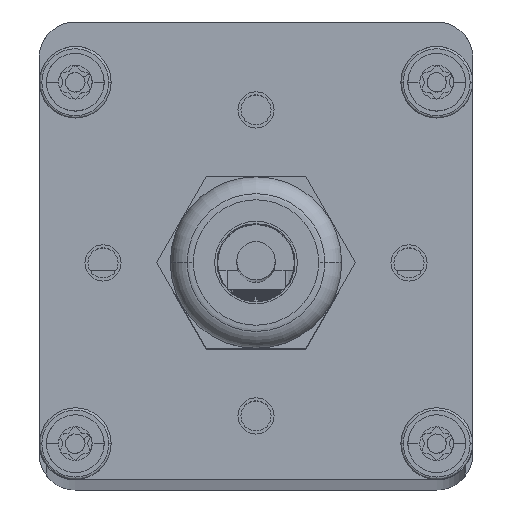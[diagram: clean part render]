
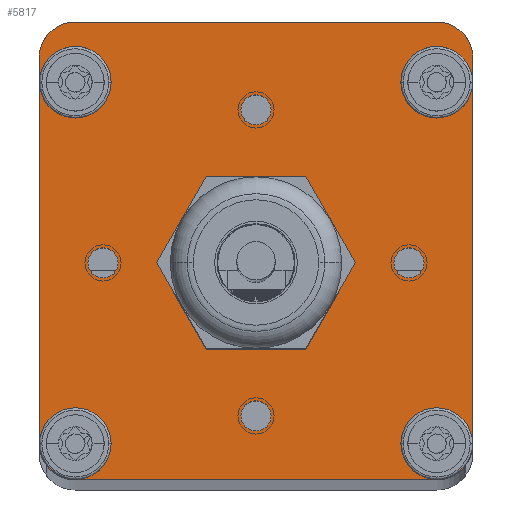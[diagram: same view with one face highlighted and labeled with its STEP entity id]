
A CAD part, top view. The second image highlights one B-rep face of the part: STEP entity #5817.
In plain terms, the highlighted planar face has unit normal (0, 0, 1).
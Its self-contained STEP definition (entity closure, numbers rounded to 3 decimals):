
#5208=CARTESIAN_POINT('',(33.,35.,2.6));
#5209=DIRECTION('',(0.,0.,1.));
#5210=DIRECTION('',(1.,0.,0.));
#5211=AXIS2_PLACEMENT_3D('',#5208,#5209,#5210);
#5226=CARTESIAN_POINT('',(33.,3.,2.6));
#5227=DIRECTION('',(0.,0.,1.));
#5228=DIRECTION('',(0.,-1.,0.));
#5229=AXIS2_PLACEMENT_3D('',#5226,#5227,#5228);
#5244=CARTESIAN_POINT('',(3.,3.,2.6));
#5245=DIRECTION('',(0.,0.,1.));
#5246=DIRECTION('',(-1.,0.,0.));
#5247=AXIS2_PLACEMENT_3D('',#5244,#5245,#5246);
#5262=CARTESIAN_POINT('',(3.,35.,2.6));
#5263=DIRECTION('',(0.,0.,1.));
#5264=DIRECTION('',(0.,1.,0.));
#5265=AXIS2_PLACEMENT_3D('',#5262,#5263,#5264);
#5276=DIRECTION('',(0.,1.,0.));
#5277=VECTOR('',#5276,32.);
#5278=CARTESIAN_POINT('',(36.,3.,2.6));
#5279=LINE('',#5278,#5277);
#5280=DIRECTION('',(1.,0.,0.));
#5281=VECTOR('',#5280,30.);
#5282=CARTESIAN_POINT('',(3.,0.,2.6));
#5283=LINE('',#5282,#5281);
#5284=DIRECTION('',(0.,-1.,0.));
#5285=VECTOR('',#5284,32.);
#5286=CARTESIAN_POINT('',(0.,35.,2.6));
#5287=LINE('',#5286,#5285);
#5288=DIRECTION('',(-1.,0.,0.));
#5289=VECTOR('',#5288,30.);
#5290=CARTESIAN_POINT('',(33.,38.,2.6));
#5291=LINE('',#5290,#5289);
#5292=CARTESIAN_POINT('',(3.,3.,2.6));
#5293=DIRECTION('',(0.,0.,1.));
#5294=DIRECTION('',(1.,0.,0.));
#5295=AXIS2_PLACEMENT_3D('',#5292,#5293,#5294);
#5297=CARTESIAN_POINT('',(3.,3.,2.6));
#5298=DIRECTION('',(0.,0.,1.));
#5299=DIRECTION('',(-1.,0.,0.));
#5300=AXIS2_PLACEMENT_3D('',#5297,#5298,#5299);
#5302=CARTESIAN_POINT('',(33.,3.,2.6));
#5303=DIRECTION('',(0.,0.,1.));
#5304=DIRECTION('',(1.,0.,0.));
#5305=AXIS2_PLACEMENT_3D('',#5302,#5303,#5304);
#5307=CARTESIAN_POINT('',(33.,3.,2.6));
#5308=DIRECTION('',(0.,0.,1.));
#5309=DIRECTION('',(-1.,0.,0.));
#5310=AXIS2_PLACEMENT_3D('',#5307,#5308,#5309);
#5312=CARTESIAN_POINT('',(3.,33.,2.6));
#5313=DIRECTION('',(0.,0.,1.));
#5314=DIRECTION('',(1.,0.,0.));
#5315=AXIS2_PLACEMENT_3D('',#5312,#5313,#5314);
#5317=CARTESIAN_POINT('',(3.,33.,2.6));
#5318=DIRECTION('',(0.,0.,1.));
#5319=DIRECTION('',(-1.,0.,0.));
#5320=AXIS2_PLACEMENT_3D('',#5317,#5318,#5319);
#5322=CARTESIAN_POINT('',(33.,33.,2.6));
#5323=DIRECTION('',(0.,0.,1.));
#5324=DIRECTION('',(1.,0.,0.));
#5325=AXIS2_PLACEMENT_3D('',#5322,#5323,#5324);
#5327=CARTESIAN_POINT('',(33.,33.,2.6));
#5328=DIRECTION('',(0.,0.,1.));
#5329=DIRECTION('',(-1.,0.,0.));
#5330=AXIS2_PLACEMENT_3D('',#5327,#5328,#5329);
#5332=CARTESIAN_POINT('',(18.,18.,2.6));
#5333=DIRECTION('',(0.,0.,1.));
#5334=DIRECTION('',(1.,0.,0.));
#5335=AXIS2_PLACEMENT_3D('',#5332,#5333,#5334);
#5337=CARTESIAN_POINT('',(18.,18.,2.6));
#5338=DIRECTION('',(0.,0.,1.));
#5339=DIRECTION('',(-1.,0.,0.));
#5340=AXIS2_PLACEMENT_3D('',#5337,#5338,#5339);
#5342=CARTESIAN_POINT('',(18.,5.3,2.6));
#5343=DIRECTION('',(0.,0.,1.));
#5344=DIRECTION('',(-1.,0.,0.));
#5345=AXIS2_PLACEMENT_3D('',#5342,#5343,#5344);
#5347=CARTESIAN_POINT('',(18.,5.3,2.6));
#5348=DIRECTION('',(0.,0.,1.));
#5349=DIRECTION('',(1.,0.,0.));
#5350=AXIS2_PLACEMENT_3D('',#5347,#5348,#5349);
#5352=CARTESIAN_POINT('',(18.,30.7,2.6));
#5353=DIRECTION('',(0.,0.,1.));
#5354=DIRECTION('',(-1.,0.,0.));
#5355=AXIS2_PLACEMENT_3D('',#5352,#5353,#5354);
#5357=CARTESIAN_POINT('',(18.,30.7,2.6));
#5358=DIRECTION('',(0.,0.,1.));
#5359=DIRECTION('',(1.,0.,0.));
#5360=AXIS2_PLACEMENT_3D('',#5357,#5358,#5359);
#5362=CARTESIAN_POINT('',(5.3,18.,2.6));
#5363=DIRECTION('',(0.,0.,1.));
#5364=DIRECTION('',(-1.,0.,0.));
#5365=AXIS2_PLACEMENT_3D('',#5362,#5363,#5364);
#5367=CARTESIAN_POINT('',(5.3,18.,2.6));
#5368=DIRECTION('',(0.,0.,1.));
#5369=DIRECTION('',(1.,0.,0.));
#5370=AXIS2_PLACEMENT_3D('',#5367,#5368,#5369);
#5372=CARTESIAN_POINT('',(30.7,18.,2.6));
#5373=DIRECTION('',(0.,0.,1.));
#5374=DIRECTION('',(-1.,0.,0.));
#5375=AXIS2_PLACEMENT_3D('',#5372,#5373,#5374);
#5377=CARTESIAN_POINT('',(30.7,18.,2.6));
#5378=DIRECTION('',(0.,0.,1.));
#5379=DIRECTION('',(1.,0.,0.));
#5380=AXIS2_PLACEMENT_3D('',#5377,#5378,#5379);
#5454=CARTESIAN_POINT('',(36.,35.,2.6));
#5456=VERTEX_POINT('',#5454);
#5458=CARTESIAN_POINT('',(33.,38.,2.6));
#5459=VERTEX_POINT('',#5458);
#5462=CARTESIAN_POINT('',(33.,0.,2.6));
#5464=VERTEX_POINT('',#5462);
#5466=CARTESIAN_POINT('',(36.,3.,2.6));
#5467=VERTEX_POINT('',#5466);
#5470=CARTESIAN_POINT('',(3.,38.,2.6));
#5472=VERTEX_POINT('',#5470);
#5474=CARTESIAN_POINT('',(0.,35.,2.6));
#5475=VERTEX_POINT('',#5474);
#5478=CARTESIAN_POINT('',(0.,3.,2.6));
#5480=VERTEX_POINT('',#5478);
#5482=CARTESIAN_POINT('',(3.,0.,2.6));
#5483=VERTEX_POINT('',#5482);
#5494=CARTESIAN_POINT('',(4.8,3.,2.6));
#5495=CARTESIAN_POINT('',(1.2,3.,2.6));
#5496=VERTEX_POINT('',#5494);
#5497=VERTEX_POINT('',#5495);
#5498=CARTESIAN_POINT('',(34.8,3.,2.6));
#5499=CARTESIAN_POINT('',(31.2,3.,2.6));
#5500=VERTEX_POINT('',#5498);
#5501=VERTEX_POINT('',#5499);
#5510=CARTESIAN_POINT('',(4.8,33.,2.6));
#5511=CARTESIAN_POINT('',(1.2,33.,2.6));
#5512=VERTEX_POINT('',#5510);
#5513=VERTEX_POINT('',#5511);
#5514=CARTESIAN_POINT('',(34.8,33.,2.6));
#5515=CARTESIAN_POINT('',(31.2,33.,2.6));
#5516=VERTEX_POINT('',#5514);
#5517=VERTEX_POINT('',#5515);
#5522=CARTESIAN_POINT('',(23.1,18.,2.6));
#5523=CARTESIAN_POINT('',(12.9,18.,2.6));
#5524=VERTEX_POINT('',#5522);
#5525=VERTEX_POINT('',#5523);
#5530=CARTESIAN_POINT('',(16.75,5.3,2.6));
#5531=CARTESIAN_POINT('',(19.25,5.3,2.6));
#5532=VERTEX_POINT('',#5530);
#5533=VERTEX_POINT('',#5531);
#5538=CARTESIAN_POINT('',(16.75,30.7,2.6));
#5539=CARTESIAN_POINT('',(19.25,30.7,2.6));
#5540=VERTEX_POINT('',#5538);
#5541=VERTEX_POINT('',#5539);
#5546=CARTESIAN_POINT('',(4.05,18.,2.6));
#5547=CARTESIAN_POINT('',(6.55,18.,2.6));
#5548=VERTEX_POINT('',#5546);
#5549=VERTEX_POINT('',#5547);
#5554=CARTESIAN_POINT('',(29.45,18.,2.6));
#5555=CARTESIAN_POINT('',(31.95,18.,2.6));
#5556=VERTEX_POINT('',#5554);
#5557=VERTEX_POINT('',#5555);
#5748=CARTESIAN_POINT('',(0.,0.,2.6));
#5749=DIRECTION('',(0.,0.,1.));
#5750=DIRECTION('',(1.,0.,0.));
#5751=AXIS2_PLACEMENT_3D('',#5748,#5749,#5750);
#5752=PLANE('',#5751);
#5753=ORIENTED_EDGE('',*,*,#5643,.F.);
#5754=ORIENTED_EDGE('',*,*,#5660,.F.);
#5755=ORIENTED_EDGE('',*,*,#5672,.F.);
#5756=ORIENTED_EDGE('',*,*,#5688,.F.);
#5757=ORIENTED_EDGE('',*,*,#5700,.F.);
#5758=ORIENTED_EDGE('',*,*,#5714,.F.);
#5759=ORIENTED_EDGE('',*,*,#5728,.F.);
#5760=ORIENTED_EDGE('',*,*,#5741,.F.);
#5761=EDGE_LOOP('',(#5753,#5754,#5755,#5756,#5757,#5758,#5759,#5760));
#5762=FACE_OUTER_BOUND('',#5761,.F.);
#5764=ORIENTED_EDGE('',*,*,#5763,.T.);
#5766=ORIENTED_EDGE('',*,*,#5765,.T.);
#5767=EDGE_LOOP('',(#5764,#5766));
#5768=FACE_BOUND('',#5767,.F.);
#5770=ORIENTED_EDGE('',*,*,#5769,.T.);
#5772=ORIENTED_EDGE('',*,*,#5771,.T.);
#5773=EDGE_LOOP('',(#5770,#5772));
#5774=FACE_BOUND('',#5773,.F.);
#5776=ORIENTED_EDGE('',*,*,#5775,.T.);
#5778=ORIENTED_EDGE('',*,*,#5777,.T.);
#5779=EDGE_LOOP('',(#5776,#5778));
#5780=FACE_BOUND('',#5779,.F.);
#5782=ORIENTED_EDGE('',*,*,#5781,.T.);
#5784=ORIENTED_EDGE('',*,*,#5783,.T.);
#5785=EDGE_LOOP('',(#5782,#5784));
#5786=FACE_BOUND('',#5785,.F.);
#5788=ORIENTED_EDGE('',*,*,#5787,.T.);
#5790=ORIENTED_EDGE('',*,*,#5789,.T.);
#5791=EDGE_LOOP('',(#5788,#5790));
#5792=FACE_BOUND('',#5791,.F.);
#5794=ORIENTED_EDGE('',*,*,#5793,.T.);
#5796=ORIENTED_EDGE('',*,*,#5795,.T.);
#5797=EDGE_LOOP('',(#5794,#5796));
#5798=FACE_BOUND('',#5797,.F.);
#5800=ORIENTED_EDGE('',*,*,#5799,.T.);
#5802=ORIENTED_EDGE('',*,*,#5801,.T.);
#5803=EDGE_LOOP('',(#5800,#5802));
#5804=FACE_BOUND('',#5803,.F.);
#5806=ORIENTED_EDGE('',*,*,#5805,.T.);
#5808=ORIENTED_EDGE('',*,*,#5807,.T.);
#5809=EDGE_LOOP('',(#5806,#5808));
#5810=FACE_BOUND('',#5809,.F.);
#5812=ORIENTED_EDGE('',*,*,#5811,.T.);
#5814=ORIENTED_EDGE('',*,*,#5813,.T.);
#5815=EDGE_LOOP('',(#5812,#5814));
#5816=FACE_BOUND('',#5815,.F.);
#5817=ADVANCED_FACE('',(#5762,#5768,#5774,#5780,#5786,#5792,#5798,#5804,#5810,
#5816),#5752,.T.);
#5212=CIRCLE('',#5211,3.);
#5230=CIRCLE('',#5229,3.);
#5248=CIRCLE('',#5247,3.);
#5266=CIRCLE('',#5265,3.);
#5296=CIRCLE('',#5295,1.8);
#5301=CIRCLE('',#5300,1.8);
#5306=CIRCLE('',#5305,1.8);
#5311=CIRCLE('',#5310,1.8);
#5316=CIRCLE('',#5315,1.8);
#5321=CIRCLE('',#5320,1.8);
#5326=CIRCLE('',#5325,1.8);
#5331=CIRCLE('',#5330,1.8);
#5336=CIRCLE('',#5335,5.1);
#5341=CIRCLE('',#5340,5.1);
#5346=CIRCLE('',#5345,1.25);
#5351=CIRCLE('',#5350,1.25);
#5356=CIRCLE('',#5355,1.25);
#5361=CIRCLE('',#5360,1.25);
#5366=CIRCLE('',#5365,1.25);
#5371=CIRCLE('',#5370,1.25);
#5376=CIRCLE('',#5375,1.25);
#5381=CIRCLE('',#5380,1.25);
#5643=EDGE_CURVE('',#5456,#5459,#5212,.T.);
#5660=EDGE_CURVE('',#5467,#5456,#5279,.T.);
#5672=EDGE_CURVE('',#5464,#5467,#5230,.T.);
#5688=EDGE_CURVE('',#5483,#5464,#5283,.T.);
#5700=EDGE_CURVE('',#5480,#5483,#5248,.T.);
#5714=EDGE_CURVE('',#5475,#5480,#5287,.T.);
#5728=EDGE_CURVE('',#5472,#5475,#5266,.T.);
#5741=EDGE_CURVE('',#5459,#5472,#5291,.T.);
#5763=EDGE_CURVE('',#5496,#5497,#5296,.T.);
#5765=EDGE_CURVE('',#5497,#5496,#5301,.T.);
#5769=EDGE_CURVE('',#5500,#5501,#5306,.T.);
#5771=EDGE_CURVE('',#5501,#5500,#5311,.T.);
#5775=EDGE_CURVE('',#5512,#5513,#5316,.T.);
#5777=EDGE_CURVE('',#5513,#5512,#5321,.T.);
#5781=EDGE_CURVE('',#5516,#5517,#5326,.T.);
#5783=EDGE_CURVE('',#5517,#5516,#5331,.T.);
#5787=EDGE_CURVE('',#5524,#5525,#5336,.T.);
#5789=EDGE_CURVE('',#5525,#5524,#5341,.T.);
#5793=EDGE_CURVE('',#5532,#5533,#5346,.T.);
#5795=EDGE_CURVE('',#5533,#5532,#5351,.T.);
#5799=EDGE_CURVE('',#5540,#5541,#5356,.T.);
#5801=EDGE_CURVE('',#5541,#5540,#5361,.T.);
#5805=EDGE_CURVE('',#5548,#5549,#5366,.T.);
#5807=EDGE_CURVE('',#5549,#5548,#5371,.T.);
#5811=EDGE_CURVE('',#5556,#5557,#5376,.T.);
#5813=EDGE_CURVE('',#5557,#5556,#5381,.T.);
